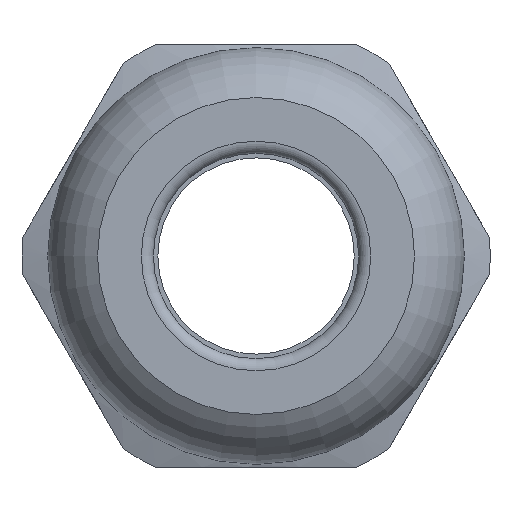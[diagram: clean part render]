
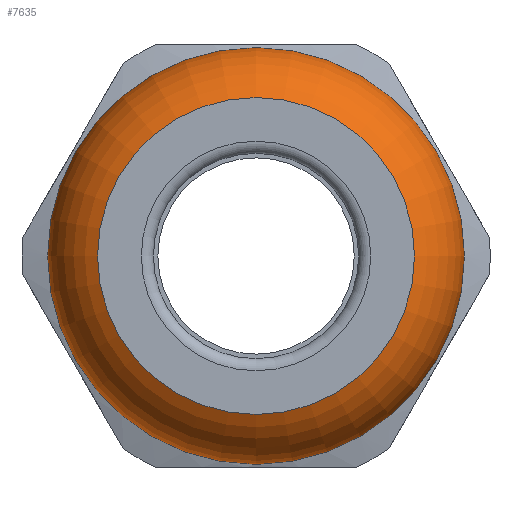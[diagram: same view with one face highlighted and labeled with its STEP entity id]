
A CAD part, left-side view. The second image highlights one B-rep face of the part: STEP entity #7635.
In plain terms, the highlighted toroidal (fillet/blend) face has major radius 3.9 mm and minor radius 3 mm.
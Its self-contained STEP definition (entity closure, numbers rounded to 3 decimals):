
#78=TOROIDAL_SURFACE('',#8481,3.9,3.);
#1793=FACE_BOUND('',#2701,.T.);
#2211=FACE_OUTER_BOUND('',#2700,.T.);
#2700=EDGE_LOOP('',(#6970));
#2701=EDGE_LOOP('',(#6971));
#3122=CIRCLE('',#8457,5.248);
#3134=CIRCLE('',#8482,6.9);
#3836=VERTEX_POINT('',#13538);
#3861=VERTEX_POINT('',#13636);
#4900=EDGE_CURVE('',#3836,#3836,#3122,.T.);
#4936=EDGE_CURVE('',#3861,#3861,#3134,.T.);
#6970=ORIENTED_EDGE('',*,*,#4936,.F.);
#6971=ORIENTED_EDGE('',*,*,#4900,.T.);
#7635=ADVANCED_FACE('',(#2211,#1793),#78,.T.);
#8457=AXIS2_PLACEMENT_3D('',#13539,#10614,#10615);
#8481=AXIS2_PLACEMENT_3D('',#13635,#10674,#10675);
#8482=AXIS2_PLACEMENT_3D('',#13637,#10676,#10677);
#10614=DIRECTION('center_axis',(1.,0.,0.));
#10615=DIRECTION('ref_axis',(0.,0.,-1.));
#10674=DIRECTION('center_axis',(1.,0.,0.));
#10675=DIRECTION('ref_axis',(0.,0.,-1.));
#10676=DIRECTION('center_axis',(1.,0.,0.));
#10677=DIRECTION('ref_axis',(0.,0.,-1.));
#13538=CARTESIAN_POINT('',(0.,5.248,0.));
#13539=CARTESIAN_POINT('Origin',(0.,0.,0.));
#13635=CARTESIAN_POINT('Origin',(2.68,0.,0.));
#13636=CARTESIAN_POINT('',(2.68,6.9,0.));
#13637=CARTESIAN_POINT('Origin',(2.68,0.,0.));
